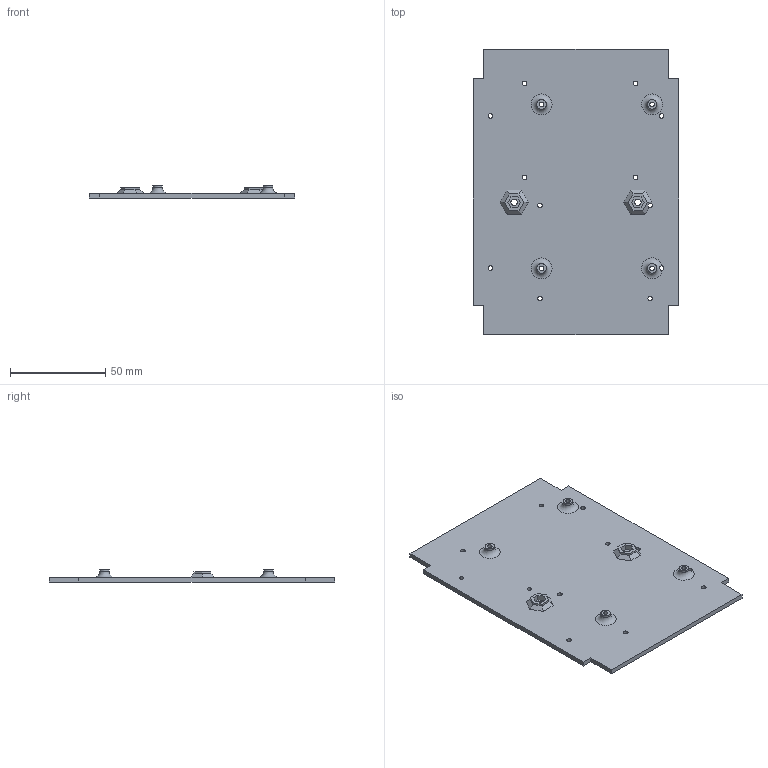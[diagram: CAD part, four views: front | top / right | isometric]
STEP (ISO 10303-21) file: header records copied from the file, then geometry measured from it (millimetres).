
FILE_DESCRIPTION(/* description */ (''),/* implementation_level */ '2;1');
FILE_NAME(/* name */ '5f1f291ac84cba15b0d51a1a',/* time_stamp */ '2020-07-27T19:20:58+00:00',/* author */ (''),/* organization */ (''),/* preprocessor_version */ 'ST-DEVELOPER v16.7',/* originating_system */ $,/* authorisation */ $);
FILE_SCHEMA (('AUTOMOTIVE_DESIGN {1 0 10303 214 3 1 1}'));
Length unit declared in the file: metre
Products named in the file (1): Plate
Bounding box: 107.95 x 149.9 x 6.5 mm (x, y, z)
Volume: 40062.9 mm3; surface area: 33743.2 mm2
Topology: 1 solids, 1 shells, 92 faces, 224 edges, 144 vertices
Faces by surface type: plane 62, cylinder 26, torus 4
Full cylindrical faces by diameter (mm): 2.4 x16, 3.4 x2, 4.2 x4, 5 x4
Entity records: 2608 total; most frequent: DIRECTION 433, CARTESIAN_POINT 433, ORIENTED_EDGE 382, EDGE_CURVE 191, EDGE_LOOP 168, FACE_BOUND 168, AXIS2_PLACEMENT_3D 150, VERTEX_POINT 141
